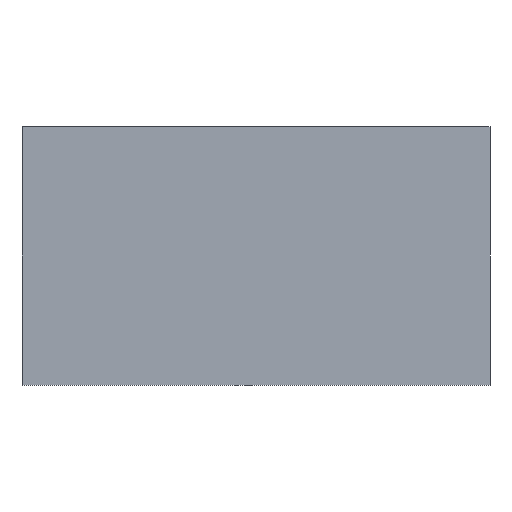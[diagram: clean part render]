
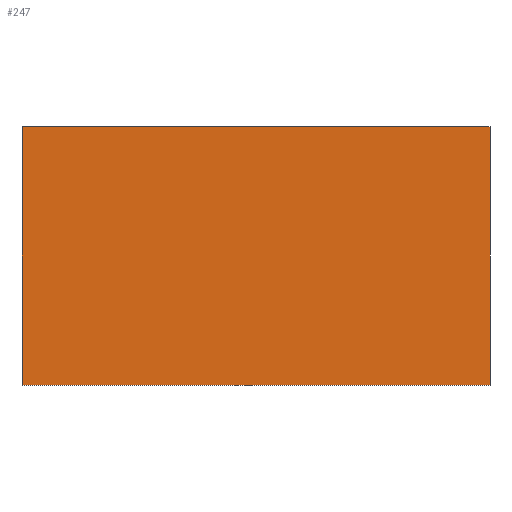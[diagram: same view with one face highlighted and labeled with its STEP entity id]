
A CAD part, front view. The second image highlights one B-rep face of the part: STEP entity #247.
In plain terms, the highlighted planar face has unit normal (0, -1, 0).
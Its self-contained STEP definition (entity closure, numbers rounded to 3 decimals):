
#31=PLANE('',#268);
#45=FACE_OUTER_BOUND('',#60,.T.);
#60=EDGE_LOOP('',(#228,#229,#230,#231));
#65=LINE('',#356,#92);
#84=LINE('',#397,#111);
#86=LINE('',#401,#113);
#87=LINE('',#403,#114);
#92=VECTOR('',#286,10.);
#111=VECTOR('',#325,10.);
#113=VECTOR('',#329,10.);
#114=VECTOR('',#332,10.);
#124=VERTEX_POINT('',#353);
#125=VERTEX_POINT('',#355);
#137=VERTEX_POINT('',#395);
#138=VERTEX_POINT('',#399);
#145=EDGE_CURVE('',#125,#124,#65,.T.);
#166=EDGE_CURVE('',#124,#137,#84,.T.);
#168=EDGE_CURVE('',#137,#138,#86,.T.);
#169=EDGE_CURVE('',#138,#125,#87,.T.);
#228=ORIENTED_EDGE('',*,*,#168,.T.);
#229=ORIENTED_EDGE('',*,*,#169,.T.);
#230=ORIENTED_EDGE('',*,*,#145,.T.);
#231=ORIENTED_EDGE('',*,*,#166,.T.);
#247=ADVANCED_FACE('',(#45),#31,.F.);
#268=AXIS2_PLACEMENT_3D('',#405,#335,#336);
#286=DIRECTION('',(-1.,0.,0.));
#325=DIRECTION('',(0.,0.,-1.));
#329=DIRECTION('',(1.,0.,0.));
#332=DIRECTION('',(0.,0.,1.));
#335=DIRECTION('center_axis',(0.,1.,0.));
#336=DIRECTION('ref_axis',(1.,0.,0.));
#353=CARTESIAN_POINT('',(-28.78,0.,15.925));
#355=CARTESIAN_POINT('',(28.78,0.,15.925));
#356=CARTESIAN_POINT('',(28.78,0.,15.925));
#395=CARTESIAN_POINT('',(-28.78,0.,-15.925));
#397=CARTESIAN_POINT('',(-28.78,0.,15.925));
#399=CARTESIAN_POINT('',(28.78,0.,-15.925));
#401=CARTESIAN_POINT('',(-28.78,0.,-15.925));
#403=CARTESIAN_POINT('',(28.78,0.,-15.925));
#405=CARTESIAN_POINT('Origin',(0.,0.,0.));
